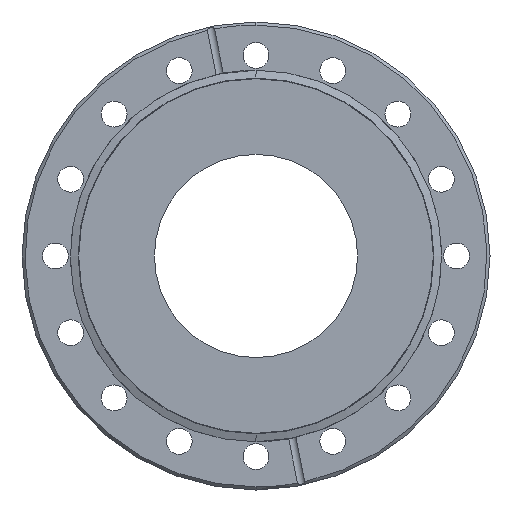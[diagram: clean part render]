
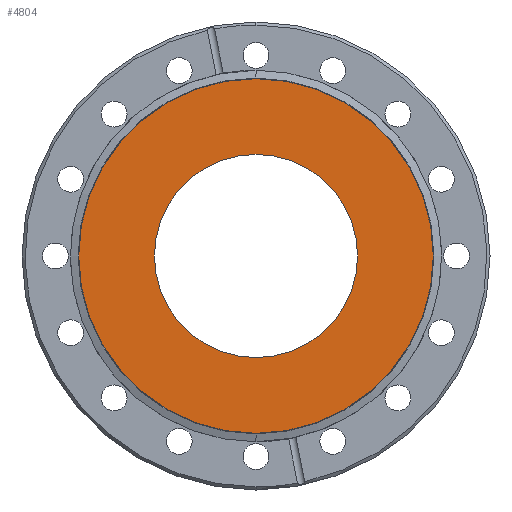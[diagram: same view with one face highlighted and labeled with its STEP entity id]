
A CAD part, left-side view. The second image highlights one B-rep face of the part: STEP entity #4804.
In plain terms, the highlighted planar face has unit normal (-1, 0, 0).
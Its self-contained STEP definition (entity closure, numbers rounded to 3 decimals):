
#530 = ORIENTED_EDGE ( 'NONE', *, *, #3545, .T. ) ;
#545 = ORIENTED_EDGE ( 'NONE', *, *, #3760, .T. ) ;
#546 = AXIS2_PLACEMENT_3D ( 'NONE', #4644, #4605, #4578 ) ;
#598 = ORIENTED_EDGE ( 'NONE', *, *, #4926, .F. ) ;
#608 = AXIS2_PLACEMENT_3D ( 'NONE', #1548, #1506, #1484 ) ;
#624 = AXIS2_PLACEMENT_3D ( 'NONE', #5476, #5462, #5430 ) ;
#875 = CIRCLE ( 'NONE', #608, 33. ) ;
#1221 = EDGE_LOOP ( 'NONE', ( #530, #545 ) ) ;
#1320 = VERTEX_POINT ( 'NONE', #3552 ) ;
#1484 = DIRECTION ( 'NONE',  ( 0., 0., 1. ) ) ;
#1506 = DIRECTION ( 'NONE',  ( -1., 0., 0. ) ) ;
#1511 = CIRCLE ( 'NONE', #1945, 57.598 ) ;
#1548 = CARTESIAN_POINT ( 'NONE',  ( -8.3, 0., 0. ) ) ;
#1650 = DIRECTION ( 'NONE',  ( 0., 0., 1. ) ) ;
#1663 = AXIS2_PLACEMENT_3D ( 'NONE', #2435, #2426, #2398 ) ;
#1683 = DIRECTION ( 'NONE',  ( -1., 0., 0. ) ) ;
#1735 = CARTESIAN_POINT ( 'NONE',  ( -8.3, 0., 0. ) ) ;
#1945 = AXIS2_PLACEMENT_3D ( 'NONE', #1735, #1683, #1650 ) ;
#2205 = VERTEX_POINT ( 'NONE', #3663 ) ;
#2398 = DIRECTION ( 'NONE',  ( 0., 0., 1. ) ) ;
#2426 = DIRECTION ( 'NONE',  ( -1., 0., 0. ) ) ;
#2435 = CARTESIAN_POINT ( 'NONE',  ( -8.3, 0., 0. ) ) ;
#3263 = EDGE_LOOP ( 'NONE', ( #4247, #598 ) ) ;
#3545 = EDGE_CURVE ( 'NONE', #2205, #1320, #1511, .T. ) ;
#3552 = CARTESIAN_POINT ( 'NONE',  ( -8.3, 0., -57.598 ) ) ;
#3663 = CARTESIAN_POINT ( 'NONE',  ( -8.3, 0., 57.598 ) ) ;
#3745 = FACE_BOUND ( 'NONE', #3263, .T. ) ;
#3760 = EDGE_CURVE ( 'NONE', #1320, #2205, #5147, .T. ) ;
#4074 = VERTEX_POINT ( 'NONE', #4446 ) ;
#4151 = FACE_OUTER_BOUND ( 'NONE', #1221, .T. ) ;
#4247 = ORIENTED_EDGE ( 'NONE', *, *, #5009, .F. ) ;
#4261 = PLANE ( 'NONE',  #624 ) ;
#4417 = CIRCLE ( 'NONE', #546, 33. ) ;
#4446 = CARTESIAN_POINT ( 'NONE',  ( -8.3, 0., -33. ) ) ;
#4578 = DIRECTION ( 'NONE',  ( 0., 0., 1. ) ) ;
#4605 = DIRECTION ( 'NONE',  ( -1., 0., 0. ) ) ;
#4644 = CARTESIAN_POINT ( 'NONE',  ( -8.3, 0., 0. ) ) ;
#4785 = VERTEX_POINT ( 'NONE', #5448 ) ;
#4804 = ADVANCED_FACE ( 'NONE', ( #3745, #4151 ), #4261, .T. ) ;
#4926 = EDGE_CURVE ( 'NONE', #4074, #4785, #875, .T. ) ;
#5009 = EDGE_CURVE ( 'NONE', #4785, #4074, #4417, .T. ) ;
#5147 = CIRCLE ( 'NONE', #1663, 57.598 ) ;
#5430 = DIRECTION ( 'NONE',  ( 0., 0., 1. ) ) ;
#5448 = CARTESIAN_POINT ( 'NONE',  ( -8.3, 0., 33. ) ) ;
#5462 = DIRECTION ( 'NONE',  ( -1., 0., 0. ) ) ;
#5476 = CARTESIAN_POINT ( 'NONE',  ( -8.3, 0., 0. ) ) ;
